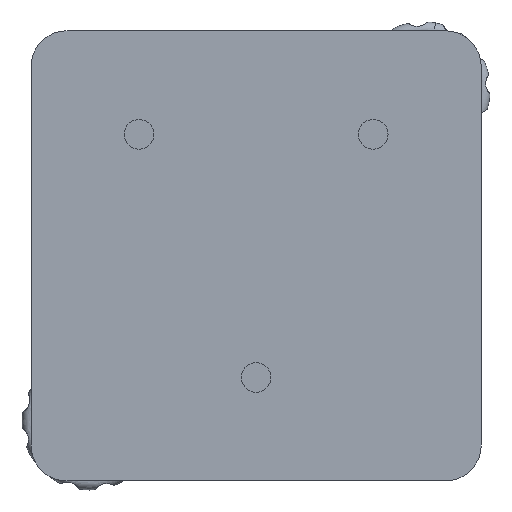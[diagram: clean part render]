
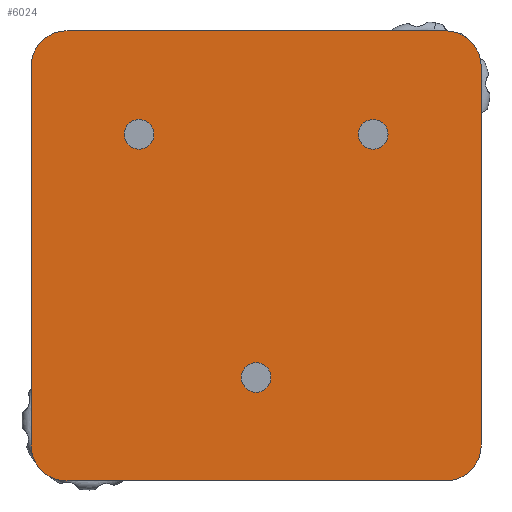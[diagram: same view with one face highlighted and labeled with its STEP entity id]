
A CAD part, front view. The second image highlights one B-rep face of the part: STEP entity #6024.
In plain terms, the highlighted planar face has unit normal (0, -1, 0).
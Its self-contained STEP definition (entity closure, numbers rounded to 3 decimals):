
#44 = AXIS2_PLACEMENT_3D ( 'NONE', #3482, #3454, #348 ) ;
#234 = AXIS2_PLACEMENT_3D ( 'NONE', #613, #3703, #8997 ) ;
#318 = AXIS2_PLACEMENT_3D ( 'NONE', #4806, #7849, #864 ) ;
#341 = ORIENTED_EDGE ( 'NONE', *, *, #4841, .T. ) ;
#348 = DIRECTION ( 'NONE',  ( 0., 0., 1. ) ) ;
#470 = EDGE_CURVE ( 'NONE', #1802, #5804, #9790, .T. ) ;
#480 = AXIS2_PLACEMENT_3D ( 'NONE', #9883, #649, #4430 ) ;
#572 = DIRECTION ( 'NONE',  ( 0., 1., 0. ) ) ;
#613 = CARTESIAN_POINT ( 'NONE',  ( 13., -4., 13.5 ) ) ;
#649 = DIRECTION ( 'NONE',  ( 0., 1., 0. ) ) ;
#725 = ORIENTED_EDGE ( 'NONE', *, *, #3739, .F. ) ;
#864 = DIRECTION ( 'NONE',  ( 0., 0., 1. ) ) ;
#936 = CIRCLE ( 'NONE', #234, 1.65 ) ;
#950 = CARTESIAN_POINT ( 'NONE',  ( 0., -4., -13.5 ) ) ;
#1005 = CIRCLE ( 'NONE', #9554, 4. ) ;
#1032 = LINE ( 'NONE', #8485, #4612 ) ;
#1053 = DIRECTION ( 'NONE',  ( 0., 0., 1. ) ) ;
#1079 = DIRECTION ( 'NONE',  ( 0., 0., 1. ) ) ;
#1142 = CIRCLE ( 'NONE', #2740, 1.65 ) ;
#1275 = CIRCLE ( 'NONE', #9559, 4. ) ;
#1399 = CARTESIAN_POINT ( 'NONE',  ( -21., -4., 21. ) ) ;
#1452 = CARTESIAN_POINT ( 'NONE',  ( -13., -4., 15.15 ) ) ;
#1589 = EDGE_CURVE ( 'NONE', #9702, #3064, #9150, .T. ) ;
#1658 = CARTESIAN_POINT ( 'NONE',  ( 25., -4., -21. ) ) ;
#1664 = CIRCLE ( 'NONE', #318, 4. ) ;
#1762 = CARTESIAN_POINT ( 'NONE',  ( 0., -4., -15.15 ) ) ;
#1802 = VERTEX_POINT ( 'NONE', #2491 ) ;
#1823 = PLANE ( 'NONE',  #5169 ) ;
#1836 = DIRECTION ( 'NONE',  ( 0., 1., 0. ) ) ;
#1872 = VERTEX_POINT ( 'NONE', #2103 ) ;
#1876 = ORIENTED_EDGE ( 'NONE', *, *, #7619, .T. ) ;
#1914 = EDGE_CURVE ( 'NONE', #7520, #5879, #9610, .T. ) ;
#1956 = EDGE_LOOP ( 'NONE', ( #1876, #8596 ) ) ;
#2103 = CARTESIAN_POINT ( 'NONE',  ( -25., -4., 21. ) ) ;
#2162 = DIRECTION ( 'NONE',  ( 0., 0., 1. ) ) ;
#2179 = ORIENTED_EDGE ( 'NONE', *, *, #1914, .F. ) ;
#2323 = CARTESIAN_POINT ( 'NONE',  ( -21., -4., 25. ) ) ;
#2491 = CARTESIAN_POINT ( 'NONE',  ( 21., -4., -25. ) ) ;
#2505 = ORIENTED_EDGE ( 'NONE', *, *, #5237, .T. ) ;
#2593 = VERTEX_POINT ( 'NONE', #2323 ) ;
#2740 = AXIS2_PLACEMENT_3D ( 'NONE', #6341, #8570, #9358 ) ;
#2745 = FACE_BOUND ( 'NONE', #1956, .T. ) ;
#3021 = DIRECTION ( 'NONE',  ( -1., 0., 0. ) ) ;
#3044 = ORIENTED_EDGE ( 'NONE', *, *, #3281, .T. ) ;
#3064 = VERTEX_POINT ( 'NONE', #1452 ) ;
#3225 = DIRECTION ( 'NONE',  ( 0., 0., 1. ) ) ;
#3281 = EDGE_CURVE ( 'NONE', #3765, #7893, #8194, .T. ) ;
#3327 = LINE ( 'NONE', #5259, #5104 ) ;
#3454 = DIRECTION ( 'NONE',  ( 0., 1., 0. ) ) ;
#3482 = CARTESIAN_POINT ( 'NONE',  ( -13., -4., 13.5 ) ) ;
#3496 = AXIS2_PLACEMENT_3D ( 'NONE', #950, #7063, #3225 ) ;
#3695 = EDGE_LOOP ( 'NONE', ( #4913, #725, #8309, #7128, #6837, #2179, #4951, #8788 ) ) ;
#3703 = DIRECTION ( 'NONE',  ( 0., 1., 0. ) ) ;
#3739 = EDGE_CURVE ( 'NONE', #6620, #1872, #3327, .T. ) ;
#3765 = VERTEX_POINT ( 'NONE', #7533 ) ;
#3851 = EDGE_LOOP ( 'NONE', ( #3044, #341 ) ) ;
#3992 = DIRECTION ( 'NONE',  ( 1., 0., 0. ) ) ;
#4058 = CARTESIAN_POINT ( 'NONE',  ( -21., -4., 21. ) ) ;
#4272 = CIRCLE ( 'NONE', #5949, 4. ) ;
#4330 = CARTESIAN_POINT ( 'NONE',  ( 25., -4., 21. ) ) ;
#4430 = DIRECTION ( 'NONE',  ( 0., 0., 1. ) ) ;
#4542 = FACE_OUTER_BOUND ( 'NONE', #3695, .T. ) ;
#4612 = VECTOR ( 'NONE', #3992, 1000. ) ;
#4759 = DIRECTION ( 'NONE',  ( 0., 1., 0. ) ) ;
#4806 = CARTESIAN_POINT ( 'NONE',  ( 21., -4., 21. ) ) ;
#4828 = DIRECTION ( 'NONE',  ( 0., 1., 0. ) ) ;
#4841 = EDGE_CURVE ( 'NONE', #7893, #3765, #5070, .T. ) ;
#4888 = CARTESIAN_POINT ( 'NONE',  ( 21., -4., -21. ) ) ;
#4913 = ORIENTED_EDGE ( 'NONE', *, *, #6707, .F. ) ;
#4950 = CARTESIAN_POINT ( 'NONE',  ( -13., -4., 11.85 ) ) ;
#4951 = ORIENTED_EDGE ( 'NONE', *, *, #7761, .F. ) ;
#5070 = CIRCLE ( 'NONE', #6253, 1.65 ) ;
#5104 = VECTOR ( 'NONE', #5919, 1000. ) ;
#5139 = DIRECTION ( 'NONE',  ( 0., 0., -1. ) ) ;
#5169 = AXIS2_PLACEMENT_3D ( 'NONE', #4058, #4828, #1053 ) ;
#5237 = EDGE_CURVE ( 'NONE', #5683, #8352, #6276, .T. ) ;
#5259 = CARTESIAN_POINT ( 'NONE',  ( -25., -4., 21. ) ) ;
#5521 = EDGE_CURVE ( 'NONE', #5804, #6620, #1005, .T. ) ;
#5605 = DIRECTION ( 'NONE',  ( 0., 0., 1. ) ) ;
#5683 = VERTEX_POINT ( 'NONE', #9758 ) ;
#5737 = DIRECTION ( 'NONE',  ( 0., 0., 1. ) ) ;
#5804 = VERTEX_POINT ( 'NONE', #7747 ) ;
#5839 = EDGE_CURVE ( 'NONE', #2593, #9311, #1032, .T. ) ;
#5879 = VERTEX_POINT ( 'NONE', #1658 ) ;
#5919 = DIRECTION ( 'NONE',  ( 0., 0., 1. ) ) ;
#5949 = AXIS2_PLACEMENT_3D ( 'NONE', #1399, #572, #2162 ) ;
#6024 = ADVANCED_FACE ( 'NONE', ( #2745, #8117, #6104, #4542 ), #1823, .F. ) ;
#6104 = FACE_BOUND ( 'NONE', #6382, .T. ) ;
#6253 = AXIS2_PLACEMENT_3D ( 'NONE', #8726, #9487, #5605 ) ;
#6276 = CIRCLE ( 'NONE', #480, 1.65 ) ;
#6341 = CARTESIAN_POINT ( 'NONE',  ( -13., -4., 13.5 ) ) ;
#6358 = CARTESIAN_POINT ( 'NONE',  ( -25., -4., -21. ) ) ;
#6382 = EDGE_LOOP ( 'NONE', ( #8410, #2505 ) ) ;
#6583 = CARTESIAN_POINT ( 'NONE',  ( 21., -4., 25. ) ) ;
#6620 = VERTEX_POINT ( 'NONE', #6358 ) ;
#6707 = EDGE_CURVE ( 'NONE', #1872, #2593, #4272, .T. ) ;
#6727 = CARTESIAN_POINT ( 'NONE',  ( 25., -4., 21. ) ) ;
#6837 = ORIENTED_EDGE ( 'NONE', *, *, #7029, .F. ) ;
#7029 = EDGE_CURVE ( 'NONE', #5879, #1802, #1275, .T. ) ;
#7063 = DIRECTION ( 'NONE',  ( 0., 1., 0. ) ) ;
#7128 = ORIENTED_EDGE ( 'NONE', *, *, #470, .F. ) ;
#7520 = VERTEX_POINT ( 'NONE', #6727 ) ;
#7533 = CARTESIAN_POINT ( 'NONE',  ( 0., -4., -11.85 ) ) ;
#7619 = EDGE_CURVE ( 'NONE', #3064, #9702, #1142, .T. ) ;
#7747 = CARTESIAN_POINT ( 'NONE',  ( -21., -4., -25. ) ) ;
#7761 = EDGE_CURVE ( 'NONE', #9311, #7520, #1664, .T. ) ;
#7849 = DIRECTION ( 'NONE',  ( 0., 1., 0. ) ) ;
#7893 = VERTEX_POINT ( 'NONE', #1762 ) ;
#8040 = VECTOR ( 'NONE', #5139, 1000. ) ;
#8109 = EDGE_CURVE ( 'NONE', #8352, #5683, #936, .T. ) ;
#8117 = FACE_BOUND ( 'NONE', #3851, .T. ) ;
#8194 = CIRCLE ( 'NONE', #3496, 1.65 ) ;
#8309 = ORIENTED_EDGE ( 'NONE', *, *, #5521, .F. ) ;
#8352 = VERTEX_POINT ( 'NONE', #8779 ) ;
#8410 = ORIENTED_EDGE ( 'NONE', *, *, #8109, .T. ) ;
#8478 = VECTOR ( 'NONE', #3021, 1000. ) ;
#8485 = CARTESIAN_POINT ( 'NONE',  ( -21., -4., 25. ) ) ;
#8570 = DIRECTION ( 'NONE',  ( 0., 1., 0. ) ) ;
#8596 = ORIENTED_EDGE ( 'NONE', *, *, #1589, .T. ) ;
#8726 = CARTESIAN_POINT ( 'NONE',  ( 0., -4., -13.5 ) ) ;
#8779 = CARTESIAN_POINT ( 'NONE',  ( 13., -4., 15.15 ) ) ;
#8788 = ORIENTED_EDGE ( 'NONE', *, *, #5839, .F. ) ;
#8997 = DIRECTION ( 'NONE',  ( 0., 0., 1. ) ) ;
#9150 = CIRCLE ( 'NONE', #44, 1.65 ) ;
#9311 = VERTEX_POINT ( 'NONE', #6583 ) ;
#9358 = DIRECTION ( 'NONE',  ( 0., 0., 1. ) ) ;
#9479 = CARTESIAN_POINT ( 'NONE',  ( -21., -4., -21. ) ) ;
#9487 = DIRECTION ( 'NONE',  ( 0., 1., 0. ) ) ;
#9554 = AXIS2_PLACEMENT_3D ( 'NONE', #9479, #1836, #5737 ) ;
#9559 = AXIS2_PLACEMENT_3D ( 'NONE', #4888, #4759, #1079 ) ;
#9610 = LINE ( 'NONE', #4330, #8040 ) ;
#9702 = VERTEX_POINT ( 'NONE', #4950 ) ;
#9758 = CARTESIAN_POINT ( 'NONE',  ( 13., -4., 11.85 ) ) ;
#9790 = LINE ( 'NONE', #9886, #8478 ) ;
#9883 = CARTESIAN_POINT ( 'NONE',  ( 13., -4., 13.5 ) ) ;
#9886 = CARTESIAN_POINT ( 'NONE',  ( -21., -4., -25. ) ) ;
